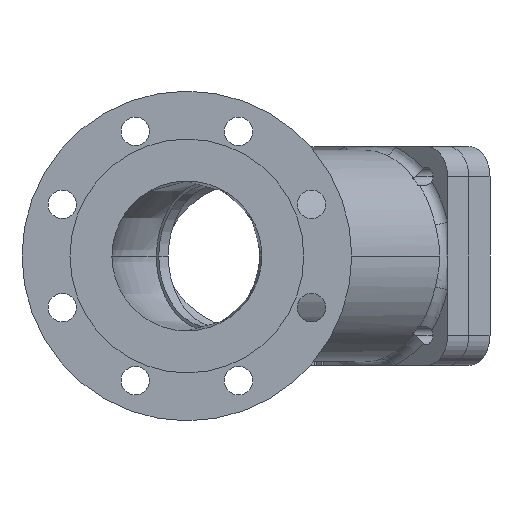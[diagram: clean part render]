
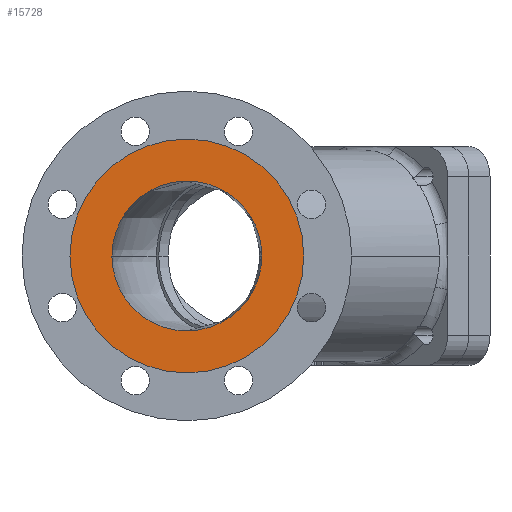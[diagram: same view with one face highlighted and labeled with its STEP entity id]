
A CAD part, left-side view. The second image highlights one B-rep face of the part: STEP entity #15728.
In plain terms, the highlighted planar face has unit normal (-1, 0, 0).
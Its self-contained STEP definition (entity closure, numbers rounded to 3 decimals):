
#1039 = EDGE_CURVE ( 'NONE', #1632, #16266, #31370, .T. ) ;
#1632 = VERTEX_POINT ( 'NONE', #2985 ) ;
#2490 = EDGE_CURVE ( 'NONE', #42544, #37054, #13465, .T. ) ;
#2586 = CARTESIAN_POINT ( 'NONE',  ( -175., 50., 0. ) ) ;
#2813 = CARTESIAN_POINT ( 'NONE',  ( -175., 43.752, 27.823 ) ) ;
#2985 = CARTESIAN_POINT ( 'NONE',  ( -175., 0., -78. ) ) ;
#3040 = CARTESIAN_POINT ( 'NONE',  ( -175., 0., 52.512 ) ) ;
#4777 = B_SPLINE_CURVE_WITH_KNOTS ( 'NONE', 3,
 ( #2586, #16982, #46033, #31399, #24525, #2813, #31623, #3040, #27605, #45572, #17441, #45803 ),
 .UNSPECIFIED., .F., .F.,
 ( 4, 1, 1, 1, 1, 1, 1, 1, 1, 4 ),
 ( 0., 0.008, 0.012, 0.017, 0.083, 0.167, 0.25, 0.333, 0.417, 0.5 ),
 .UNSPECIFIED. ) ;
#4845 = CARTESIAN_POINT ( 'NONE',  ( -175., 26.597, -44.977 ) ) ;
#7881 = DIRECTION ( 'NONE',  ( 0., 0., 1. ) ) ;
#8611 = CARTESIAN_POINT ( 'NONE',  ( -175., 49.962, -2.216 ) ) ;
#9547 = ORIENTED_EDGE ( 'NONE', *, *, #13940, .T. ) ;
#9892 = CARTESIAN_POINT ( 'NONE',  ( -175., 0., 78. ) ) ;
#10979 = AXIS2_PLACEMENT_3D ( 'NONE', #20763, #45574, #38943 ) ;
#11009 = DIRECTION ( 'NONE',  ( -1., 0., 0. ) ) ;
#11240 = CARTESIAN_POINT ( 'NONE',  ( -175., 40.743, 0. ) ) ;
#11418 = DIRECTION ( 'NONE',  ( -1., 0., 0. ) ) ;
#11533 = CARTESIAN_POINT ( 'NONE',  ( -175., -50., 0. ) ) ;
#11912 = CARTESIAN_POINT ( 'NONE',  ( -175., -50., -8.866 ) ) ;
#13465 = B_SPLINE_CURVE_WITH_KNOTS ( 'NONE', 3,
 ( #44287, #11912, #41207, #40736, #27020, #4845, #15691, #44520, #34121, #8611, #23019, #37422 ),
 .UNSPECIFIED., .F., .F.,
 ( 4, 1, 1, 1, 1, 1, 1, 1, 1, 4 ),
 ( 0.5, 0.583, 0.667, 0.75, 0.833, 0.917, 0.983, 0.988, 0.992, 1. ),
 .UNSPECIFIED. ) ;
#13940 = EDGE_CURVE ( 'NONE', #16266, #1632, #46706, .T. ) ;
#15691 = CARTESIAN_POINT ( 'NONE',  ( -175., 43.752, -27.823 ) ) ;
#15728 = ADVANCED_FACE ( 'NONE', ( #44086, #39834 ), #32275, .T. ) ;
#16266 = VERTEX_POINT ( 'NONE', #9892 ) ;
#16336 = EDGE_CURVE ( 'NONE', #37054, #42544, #4777, .T. ) ;
#16982 = CARTESIAN_POINT ( 'NONE',  ( -175., 50., 0.887 ) ) ;
#17441 = CARTESIAN_POINT ( 'NONE',  ( -175., -50., 8.866 ) ) ;
#18072 = AXIS2_PLACEMENT_3D ( 'NONE', #11240, #11009, #32974 ) ;
#20569 = CARTESIAN_POINT ( 'NONE',  ( -175., 50., 0. ) ) ;
#20763 = CARTESIAN_POINT ( 'NONE',  ( -175., 0., 0. ) ) ;
#22288 = CARTESIAN_POINT ( 'NONE',  ( -175., 0., 0. ) ) ;
#23019 = CARTESIAN_POINT ( 'NONE',  ( -175., 50., -0.887 ) ) ;
#24525 = CARTESIAN_POINT ( 'NONE',  ( -175., 49.067, 11.928 ) ) ;
#27020 = CARTESIAN_POINT ( 'NONE',  ( -175., 0., -52.512 ) ) ;
#27605 = CARTESIAN_POINT ( 'NONE',  ( -175., -26.597, 44.977 ) ) ;
#27862 = AXIS2_PLACEMENT_3D ( 'NONE', #22288, #11418, #7881 ) ;
#31370 = CIRCLE ( 'NONE', #10979, 78. ) ;
#31399 = CARTESIAN_POINT ( 'NONE',  ( -175., 49.839, 3.985 ) ) ;
#31623 = CARTESIAN_POINT ( 'NONE',  ( -175., 26.597, 44.977 ) ) ;
#32275 = PLANE ( 'NONE',  #18072 ) ;
#32974 = DIRECTION ( 'NONE',  ( 0., 0., 1. ) ) ;
#33044 = ORIENTED_EDGE ( 'NONE', *, *, #2490, .T. ) ;
#34121 = CARTESIAN_POINT ( 'NONE',  ( -175., 49.839, -3.985 ) ) ;
#36538 = ORIENTED_EDGE ( 'NONE', *, *, #1039, .T. ) ;
#36707 = EDGE_LOOP ( 'NONE', ( #41481, #33044 ) ) ;
#37054 = VERTEX_POINT ( 'NONE', #20569 ) ;
#37422 = CARTESIAN_POINT ( 'NONE',  ( -175., 50., 0. ) ) ;
#38943 = DIRECTION ( 'NONE',  ( 0., 0., 1. ) ) ;
#39834 = FACE_BOUND ( 'NONE', #36707, .T. ) ;
#40736 = CARTESIAN_POINT ( 'NONE',  ( -175., -26.597, -44.977 ) ) ;
#41207 = CARTESIAN_POINT ( 'NONE',  ( -175., -44.977, -26.597 ) ) ;
#41481 = ORIENTED_EDGE ( 'NONE', *, *, #16336, .T. ) ;
#41849 = EDGE_LOOP ( 'NONE', ( #9547, #36538 ) ) ;
#42544 = VERTEX_POINT ( 'NONE', #11533 ) ;
#44086 = FACE_OUTER_BOUND ( 'NONE', #41849, .T. ) ;
#44287 = CARTESIAN_POINT ( 'NONE',  ( -175., -50., 0. ) ) ;
#44520 = CARTESIAN_POINT ( 'NONE',  ( -175., 49.067, -11.928 ) ) ;
#45572 = CARTESIAN_POINT ( 'NONE',  ( -175., -44.977, 26.597 ) ) ;
#45574 = DIRECTION ( 'NONE',  ( -1., 0., 0. ) ) ;
#45803 = CARTESIAN_POINT ( 'NONE',  ( -175., -50., 0. ) ) ;
#46033 = CARTESIAN_POINT ( 'NONE',  ( -175., 49.962, 2.216 ) ) ;
#46706 = CIRCLE ( 'NONE', #27862, 78. ) ;
